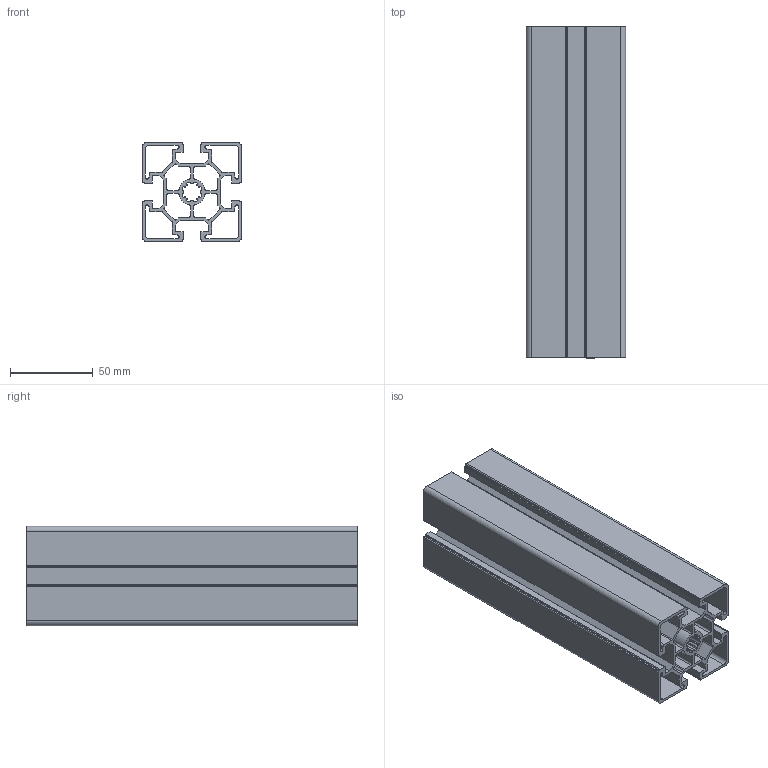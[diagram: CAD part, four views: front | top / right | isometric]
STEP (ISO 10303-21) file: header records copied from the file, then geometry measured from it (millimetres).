
FILE_DESCRIPTION (( 'STEP AP203' ), '1' );
FILE_NAME ('411992443_c_1.STEP', '2022-10-23T14:13:16', ( '' ), ( '' ), 'SwSTEP 2.0', 'SolidWorks 2014', '' );
FILE_SCHEMA (( 'CONFIG_CONTROL_DESIGN' ));
Length unit declared in the file: millimetre
Products named in the file (1): 411992443_c_1
Bounding box: 60 x 200 x 60 mm (x, y, z)
Volume: 190357.7 mm3; surface area: 193843.9 mm2
Topology: 1 solids, 1 shells, 287 faces, 855 edges, 570 vertices
Faces by surface type: cylinder 153, plane 134
Entity records: 9848 total; most frequent: DIRECTION 1737, CARTESIAN_POINT 1713, ORIENTED_EDGE 1710, EDGE_CURVE 855, AXIS2_PLACEMENT_3D 594, VERTEX_POINT 570, LINE 549, VECTOR 549
